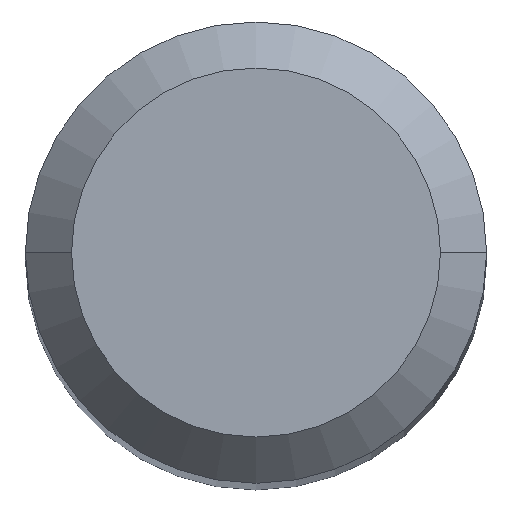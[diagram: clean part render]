
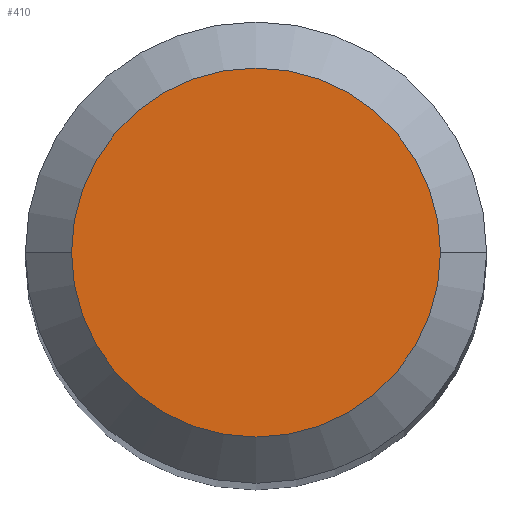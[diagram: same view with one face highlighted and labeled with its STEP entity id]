
A CAD part, top view. The second image highlights one B-rep face of the part: STEP entity #410.
In plain terms, the highlighted planar face has unit normal (0, 0, 1).
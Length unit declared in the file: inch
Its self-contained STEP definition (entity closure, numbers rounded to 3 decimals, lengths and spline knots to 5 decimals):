
#3 = DIRECTION ( 'NONE',  ( 0., 0., 1. ) ) ;
#75 = DIRECTION ( 'NONE',  ( 0., 0., -1. ) ) ;
#94 = CARTESIAN_POINT ( 'NONE',  ( 0., 0., 0. ) ) ;
#136 = EDGE_CURVE ( 'NONE', #258, #387, #357, .T. ) ;
#147 = ORIENTED_EDGE ( 'NONE', *, *, #136, .T. ) ;
#192 = AXIS2_PLACEMENT_3D ( 'NONE', #94, #3, #264 ) ;
#216 = CARTESIAN_POINT ( 'NONE',  ( 0., 0., 0. ) ) ;
#227 = DIRECTION ( 'NONE',  ( -1., 0., 0. ) ) ;
#258 = VERTEX_POINT ( 'NONE', #273 ) ;
#264 = DIRECTION ( 'NONE',  ( 1., 0., 0. ) ) ;
#273 = CARTESIAN_POINT ( 'NONE',  ( -0.04724, 0., 0. ) ) ;
#294 = FACE_OUTER_BOUND ( 'NONE', #307, .T. ) ;
#307 = EDGE_LOOP ( 'NONE', ( #147, #421 ) ) ;
#321 = AXIS2_PLACEMENT_3D ( 'NONE', #216, #330, #452 ) ;
#327 = CARTESIAN_POINT ( 'NONE',  ( 0.04724, 0., 0. ) ) ;
#330 = DIRECTION ( 'NONE',  ( 0., 0., 1. ) ) ;
#357 = CIRCLE ( 'NONE', #321, 0.04724 ) ;
#359 = CIRCLE ( 'NONE', #192, 0.04724 ) ;
#375 = AXIS2_PLACEMENT_3D ( 'NONE', #413, #75, #227 ) ;
#387 = VERTEX_POINT ( 'NONE', #327 ) ;
#410 = ADVANCED_FACE ( 'NONE', ( #294 ), #449, .F. ) ;
#413 = CARTESIAN_POINT ( 'NONE',  ( 0., 0., 0. ) ) ;
#421 = ORIENTED_EDGE ( 'NONE', *, *, #444, .T. ) ;
#444 = EDGE_CURVE ( 'NONE', #387, #258, #359, .T. ) ;
#449 = PLANE ( 'NONE',  #375 ) ;
#452 = DIRECTION ( 'NONE',  ( 1., 0., 0. ) ) ;
